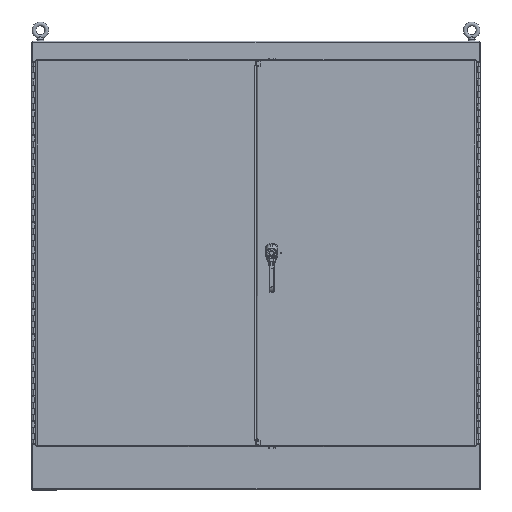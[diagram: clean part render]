
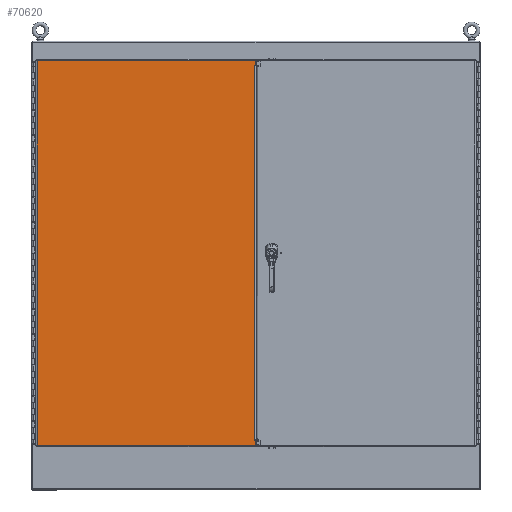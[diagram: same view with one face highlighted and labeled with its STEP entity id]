
A CAD part, top view. The second image highlights one B-rep face of the part: STEP entity #70620.
In plain terms, the highlighted face is planar.
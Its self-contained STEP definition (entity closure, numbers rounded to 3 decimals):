
#13020=PLANE('',#75201);
#15326=LINE('',#103360,#20650);
#15329=LINE('',#103370,#20653);
#15332=LINE('',#103377,#20656);
#15336=LINE('',#103384,#20660);
#15338=LINE('',#103388,#20662);
#15339=LINE('',#103390,#20663);
#15340=LINE('',#103392,#20664);
#15341=LINE('',#103394,#20665);
#15342=LINE('',#103396,#20666);
#15343=LINE('',#103398,#20667);
#15344=LINE('',#103400,#20668);
#15345=LINE('',#103401,#20669);
#20650=VECTOR('',#84716,0.394);
#20653=VECTOR('',#84729,0.394);
#20656=VECTOR('',#84734,0.394);
#20660=VECTOR('',#84740,0.394);
#20662=VECTOR('',#84744,0.394);
#20663=VECTOR('',#84745,0.394);
#20664=VECTOR('',#84746,0.394);
#20665=VECTOR('',#84747,0.394);
#20666=VECTOR('',#84748,0.394);
#20667=VECTOR('',#84749,0.394);
#20668=VECTOR('',#84750,0.394);
#20669=VECTOR('',#84751,0.394);
#25296=FACE_OUTER_BOUND('',#28379,.T.);
#28379=EDGE_LOOP('',(#59033,#59034,#59035,#59036,#59037,#59038,#59039,#59040,
#59041,#59042,#59043,#59044));
#35751=VERTEX_POINT('',#103347);
#35752=VERTEX_POINT('',#103359);
#35754=VERTEX_POINT('',#103369);
#35756=VERTEX_POINT('',#103375);
#35757=VERTEX_POINT('',#103376);
#35760=VERTEX_POINT('',#103387);
#35761=VERTEX_POINT('',#103389);
#35762=VERTEX_POINT('',#103391);
#35763=VERTEX_POINT('',#103393);
#35764=VERTEX_POINT('',#103395);
#35765=VERTEX_POINT('',#103397);
#35766=VERTEX_POINT('',#103399);
#45930=EDGE_CURVE('',#35752,#35751,#15326,.T.);
#45935=EDGE_CURVE('',#35754,#35752,#15329,.T.);
#45938=EDGE_CURVE('',#35756,#35757,#15332,.T.);
#45942=EDGE_CURVE('',#35757,#35754,#15336,.T.);
#45944=EDGE_CURVE('',#35751,#35760,#15338,.T.);
#45945=EDGE_CURVE('',#35760,#35761,#15339,.T.);
#45946=EDGE_CURVE('',#35761,#35762,#15340,.T.);
#45947=EDGE_CURVE('',#35762,#35763,#15341,.T.);
#45948=EDGE_CURVE('',#35763,#35764,#15342,.T.);
#45949=EDGE_CURVE('',#35764,#35765,#15343,.T.);
#45950=EDGE_CURVE('',#35765,#35766,#15344,.T.);
#45951=EDGE_CURVE('',#35766,#35756,#15345,.T.);
#59033=ORIENTED_EDGE('',*,*,#45938,.T.);
#59034=ORIENTED_EDGE('',*,*,#45942,.T.);
#59035=ORIENTED_EDGE('',*,*,#45935,.T.);
#59036=ORIENTED_EDGE('',*,*,#45930,.T.);
#59037=ORIENTED_EDGE('',*,*,#45944,.T.);
#59038=ORIENTED_EDGE('',*,*,#45945,.T.);
#59039=ORIENTED_EDGE('',*,*,#45946,.T.);
#59040=ORIENTED_EDGE('',*,*,#45947,.T.);
#59041=ORIENTED_EDGE('',*,*,#45948,.T.);
#59042=ORIENTED_EDGE('',*,*,#45949,.T.);
#59043=ORIENTED_EDGE('',*,*,#45950,.T.);
#59044=ORIENTED_EDGE('',*,*,#45951,.T.);
#70620=ADVANCED_FACE('',(#25296),#13020,.F.);
#75201=AXIS2_PLACEMENT_3D('',#103386,#84742,#84743);
#84716=DIRECTION('',(0.,-1.,0.));
#84729=DIRECTION('',(1.,0.,0.));
#84734=DIRECTION('',(-1.,0.,0.));
#84740=DIRECTION('',(0.,-1.,0.));
#84742=DIRECTION('center_axis',(0.,0.,1.));
#84743=DIRECTION('ref_axis',(1.,0.,0.));
#84744=DIRECTION('',(-1.,0.,0.));
#84745=DIRECTION('',(0.,-1.,0.));
#84746=DIRECTION('',(1.,0.,0.));
#84747=DIRECTION('',(0.,-1.,0.));
#84748=DIRECTION('',(-1.,0.,0.));
#84749=DIRECTION('',(0.,1.,0.));
#84750=DIRECTION('',(1.,0.,0.));
#84751=DIRECTION('',(0.,-1.,0.));
#103347=CARTESIAN_POINT('',(17.563,-30.219,0.));
#103359=CARTESIAN_POINT('',(17.563,30.219,0.));
#103360=CARTESIAN_POINT('',(17.563,15.109,0.));
#103369=CARTESIAN_POINT('',(17.562,30.219,0.));
#103370=CARTESIAN_POINT('',(8.781,30.219,0.));
#103375=CARTESIAN_POINT('',(17.656,30.219,0.));
#103376=CARTESIAN_POINT('',(17.562,30.219,0.));
#103377=CARTESIAN_POINT('',(8.828,30.219,0.));
#103384=CARTESIAN_POINT('',(17.562,15.109,0.));
#103386=CARTESIAN_POINT('Origin',(0.,0.,
0.));
#103387=CARTESIAN_POINT('',(17.562,-30.219,0.));
#103388=CARTESIAN_POINT('',(8.828,-30.219,0.));
#103389=CARTESIAN_POINT('',(17.562,-30.219,0.));
#103390=CARTESIAN_POINT('',(17.562,-15.109,0.));
#103391=CARTESIAN_POINT('',(17.656,-30.219,0.));
#103392=CARTESIAN_POINT('',(8.781,-30.219,0.));
#103393=CARTESIAN_POINT('',(17.656,-30.897,0.));
#103394=CARTESIAN_POINT('',(17.656,31.125,0.));
#103395=CARTESIAN_POINT('',(-17.429,-30.897,0.));
#103396=CARTESIAN_POINT('',(8.828,-30.897,0.));
#103397=CARTESIAN_POINT('',(-17.429,30.897,0.));
#103398=CARTESIAN_POINT('',(-17.429,-15.449,0.));
#103399=CARTESIAN_POINT('',(17.656,30.897,0.));
#103400=CARTESIAN_POINT('',(-8.828,30.897,0.));
#103401=CARTESIAN_POINT('',(17.656,31.125,0.));
